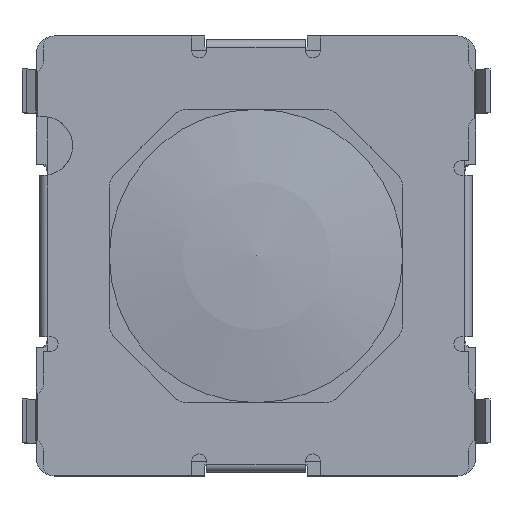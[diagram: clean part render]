
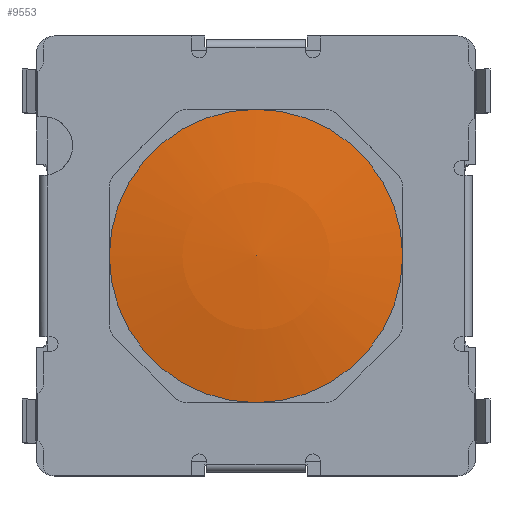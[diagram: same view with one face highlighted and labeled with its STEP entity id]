
A CAD part, top view. The second image highlights one B-rep face of the part: STEP entity #9553.
In plain terms, the highlighted spherical face has radius 11.201 mm.
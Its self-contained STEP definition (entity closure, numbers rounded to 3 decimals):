
#5809 = FACE_OUTER_BOUND ( 'NONE', #9554, .T. ) ;
#5810 = DIRECTION ( 'NONE',  ( 0., 0., -1. ) ) ;
#5811 = DIRECTION ( 'NONE',  ( 0., 1., 0. ) ) ;
#5812 = CARTESIAN_POINT ( 'NONE',  ( 0., 0.72, 0. ) ) ;
#5813 = AXIS2_PLACEMENT_3D ( 'NONE', #5812, #5811, #5810 ) ;
#5814 = CIRCLE ( 'NONE', #5813, 2. ) ;
#5848 = DIRECTION ( 'NONE',  ( 1., 0., 0. ) ) ;
#5849 = DIRECTION ( 'NONE',  ( 0., 1., 0. ) ) ;
#5850 = AXIS2_PLACEMENT_3D ( 'NONE', #5853, #5849, #5848 ) ;
#5851 = SPHERICAL_SURFACE ( 'NONE', #5850, 11.201 ) ;
#5853 = CARTESIAN_POINT ( 'NONE',  ( 0., -10.301, 0. ) ) ;
#5874 = DIRECTION ( 'NONE',  ( 0., 0., -1. ) ) ;
#5875 = DIRECTION ( 'NONE',  ( 0., 1., 0. ) ) ;
#5876 = CARTESIAN_POINT ( 'NONE',  ( 0., 0.72, 0. ) ) ;
#5877 = AXIS2_PLACEMENT_3D ( 'NONE', #5876, #5875, #5874 ) ;
#5878 = CIRCLE ( 'NONE', #5877, 2. ) ;
#5880 = DIRECTION ( 'NONE',  ( 0., 0., -1. ) ) ;
#5881 = DIRECTION ( 'NONE',  ( 0., 1., 0. ) ) ;
#5882 = CARTESIAN_POINT ( 'NONE',  ( 0., 0.72, 0. ) ) ;
#5883 = AXIS2_PLACEMENT_3D ( 'NONE', #5882, #5881, #5880 ) ;
#5884 = CIRCLE ( 'NONE', #5883, 2. ) ;
#5901 = DIRECTION ( 'NONE',  ( 0., 0., -1. ) ) ;
#5902 = DIRECTION ( 'NONE',  ( 0., 1., 0. ) ) ;
#5903 = CARTESIAN_POINT ( 'NONE',  ( 0., 0.72, 0. ) ) ;
#5904 = AXIS2_PLACEMENT_3D ( 'NONE', #5903, #5902, #5901 ) ;
#5905 = CIRCLE ( 'NONE', #5904, 2. ) ;
#6970 = VERTEX_POINT ( 'NONE', #12908 ) ;
#7006 = VERTEX_POINT ( 'NONE', #13044 ) ;
#7029 = VERTEX_POINT ( 'NONE', #13086 ) ;
#7045 = VERTEX_POINT ( 'NONE', #13167 ) ;
#9540 = ORIENTED_EDGE ( 'NONE', *, *, #9547, .T. ) ;
#9541 = ORIENTED_EDGE ( 'NONE', *, *, #9571, .T. ) ;
#9547 = EDGE_CURVE ( 'NONE', #7045, #7029, #5814, .T. ) ;
#9553 = ADVANCED_FACE ( 'NONE', ( #5809 ), #5851, .T. ) ;
#9554 = EDGE_LOOP ( 'NONE', ( #9609, #9610, #9540, #9541 ) ) ;
#9561 = EDGE_CURVE ( 'NONE', #7006, #7045, #5884, .T. ) ;
#9571 = EDGE_CURVE ( 'NONE', #7029, #6970, #5878, .T. ) ;
#9575 = EDGE_CURVE ( 'NONE', #6970, #7006, #5905, .T. ) ;
#9609 = ORIENTED_EDGE ( 'NONE', *, *, #9575, .T. ) ;
#9610 = ORIENTED_EDGE ( 'NONE', *, *, #9561, .T. ) ;
#12908 = CARTESIAN_POINT ( 'NONE',  ( 0., 0.72, -2. ) ) ;
#13044 = CARTESIAN_POINT ( 'NONE',  ( -2., 0.72, 0. ) ) ;
#13086 = CARTESIAN_POINT ( 'NONE',  ( 2., 0.72, 0. ) ) ;
#13167 = CARTESIAN_POINT ( 'NONE',  ( 0., 0.72, 2. ) ) ;
